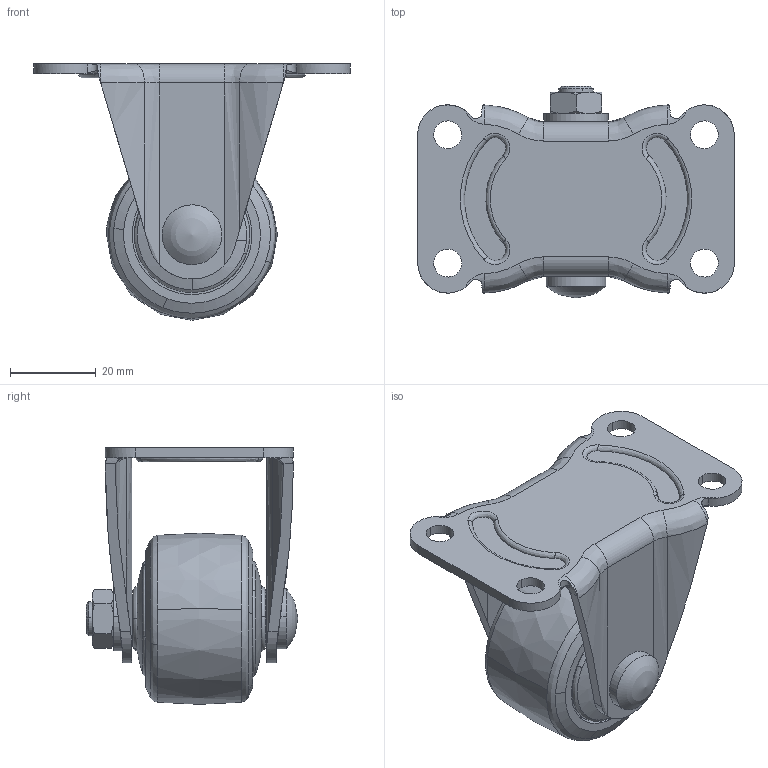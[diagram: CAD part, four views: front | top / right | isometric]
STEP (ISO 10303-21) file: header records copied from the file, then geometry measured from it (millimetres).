
FILE_DESCRIPTION((''),'2;1');
FILE_NAME('','2005-12-16T14:10:43',(''),(''),'','CADfix','');
FILE_SCHEMA(('AUTOMOTIVE_DESIGN'));
Length unit declared in the file: millimetre
Products named in the file (4): wheel; body; axle; No_602HB2_PA_13882_36
Assembly tree (3 placements, depth 2):
  No_602HB2_PA_13882_36
    wheel
    body
    axle
Bounding box: 74 x 49.5 x 60 mm (x, y, z)
Volume: 46236.3 mm3; surface area: 21270.5 mm2
Topology: 3 solids, 3 shells, 191 faces, 563 edges, 378 vertices
Faces by surface type: bspline 191
Entity records: 8865 total; most frequent: CARTESIAN_POINT 5846, ORIENTED_EDGE 1102, EDGE_CURVE 551, VERTEX_POINT 378, EDGE_LOOP 217, FACE_OUTER_BOUND 191, ADVANCED_FACE 191, QUASI_UNIFORM_CURVE 120
